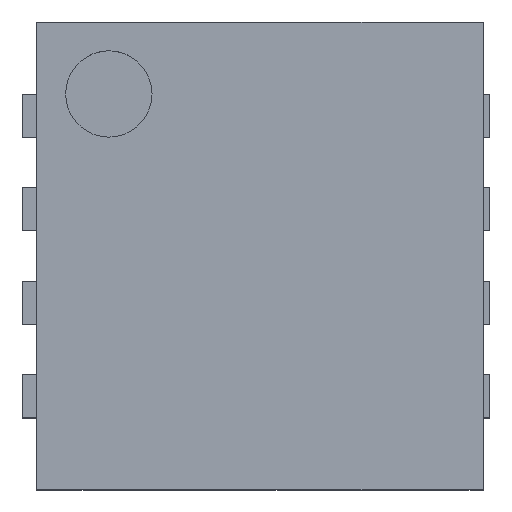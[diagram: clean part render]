
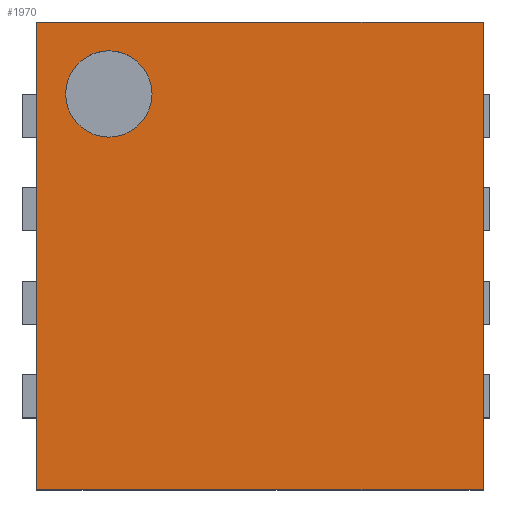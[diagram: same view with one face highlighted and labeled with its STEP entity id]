
A CAD part, top view. The second image highlights one B-rep face of the part: STEP entity #1970.
In plain terms, the highlighted planar face has unit normal (0, 0, 1).
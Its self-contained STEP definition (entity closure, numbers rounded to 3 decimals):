
#150=LINE($,#2905,#426);
#154=LINE($,#2912,#430);
#164=LINE($,#2931,#440);
#166=LINE($,#2934,#442);
#426=VECTOR($,#2363,3.25);
#430=VECTOR($,#2369,3.1);
#440=VECTOR($,#2391,3.1);
#442=VECTOR($,#2395,3.25);
#625=PLANE($,#2091);
#681=FACE_BOUND($,#841,.T.);
#733=FACE_OUTER_BOUND($,#840,.T.);
#840=EDGE_LOOP($,(#1649,#1650,#1651,#1652));
#841=EDGE_LOOP($,(#1653));
#897=CIRCLE($,#2040,0.3);
#899=VERTEX_POINT($,#2644);
#989=VERTEX_POINT($,#2902);
#990=VERTEX_POINT($,#2904);
#992=VERTEX_POINT($,#2911);
#995=VERTEX_POINT($,#2929);
#1085=EDGE_CURVE($,#899,#899,#897,.T.);
#1213=EDGE_CURVE($,#990,#989,#150,.T.);
#1217=EDGE_CURVE($,#992,#990,#154,.T.);
#1227=EDGE_CURVE($,#989,#995,#164,.T.);
#1229=EDGE_CURVE($,#995,#992,#166,.T.);
#1649=ORIENTED_EDGE($,*,*,#1217,.T.);
#1650=ORIENTED_EDGE($,*,*,#1213,.T.);
#1651=ORIENTED_EDGE($,*,*,#1227,.T.);
#1652=ORIENTED_EDGE($,*,*,#1229,.T.);
#1653=ORIENTED_EDGE($,*,*,#1085,.T.);
#1970=ADVANCED_FACE($,(#733,#681),#625,.T.);
#2040=AXIS2_PLACEMENT_3D($,#2645,#2152,#2153);
#2091=AXIS2_PLACEMENT_3D($,#2936,#2398,#2399);
#2152=DIRECTION('center_axis',(0.,0.,-1.));
#2153=DIRECTION('ref_axis',(-1.,0.,0.));
#2363=DIRECTION($,(0.,-1.,0.));
#2369=DIRECTION($,(-1.,0.,0.));
#2391=DIRECTION($,(1.,0.,0.));
#2395=DIRECTION($,(0.,1.,0.));
#2398=DIRECTION('center_axis',(0.,0.,1.));
#2399=DIRECTION('ref_axis',(1.,0.,0.));
#2644=CARTESIAN_POINT('',(-0.75,1.125,0.9));
#2645=CARTESIAN_POINT('Origin',(-1.05,1.125,0.9));
#2902=CARTESIAN_POINT('',(-1.55,-1.625,0.9));
#2904=CARTESIAN_POINT('',(-1.55,1.625,0.9));
#2905=CARTESIAN_POINT($,(-1.55,-1.625,0.9));
#2911=CARTESIAN_POINT('',(1.55,1.625,0.9));
#2912=CARTESIAN_POINT($,(-1.55,1.625,0.9));
#2929=CARTESIAN_POINT('',(1.55,-1.625,0.9));
#2931=CARTESIAN_POINT($,(1.55,-1.625,0.9));
#2934=CARTESIAN_POINT($,(1.55,1.625,0.9));
#2936=CARTESIAN_POINT('Origin',(0.,0.,0.9));
